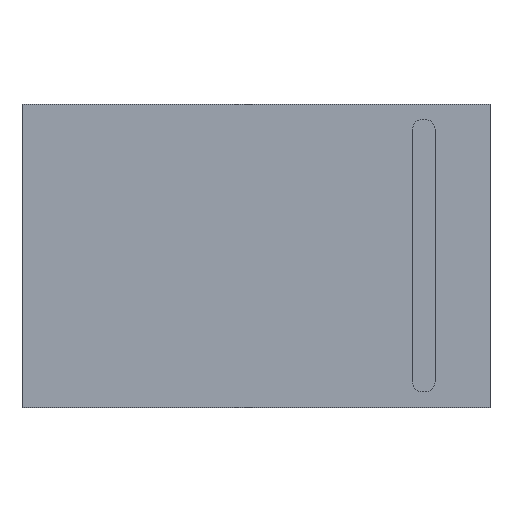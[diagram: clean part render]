
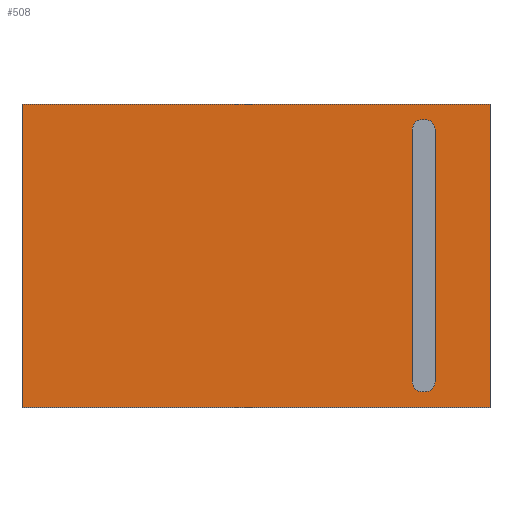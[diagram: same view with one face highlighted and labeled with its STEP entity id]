
A CAD part, top view. The second image highlights one B-rep face of the part: STEP entity #508.
In plain terms, the highlighted planar face has unit normal (0, 0, 1).
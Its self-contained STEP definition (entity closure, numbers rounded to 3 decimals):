
#379 = VERTEX_POINT('',#380);
#380 = CARTESIAN_POINT('',(-7.1,4.85,5.));
#386 = EDGE_CURVE('',#379,#387,#389,.T.);
#387 = VERTEX_POINT('',#388);
#388 = CARTESIAN_POINT('',(7.1,4.85,5.));
#389 = LINE('',#390,#391);
#390 = CARTESIAN_POINT('',(-7.1,4.85,5.));
#391 = VECTOR('',#392,1.);
#392 = DIRECTION('',(1.,0.,0.));
#417 = EDGE_CURVE('',#387,#418,#420,.T.);
#418 = VERTEX_POINT('',#419);
#419 = CARTESIAN_POINT('',(7.1,-4.35,5.));
#420 = LINE('',#421,#422);
#421 = CARTESIAN_POINT('',(7.1,4.85,5.));
#422 = VECTOR('',#423,1.);
#423 = DIRECTION('',(0.,-1.,0.));
#448 = EDGE_CURVE('',#418,#449,#451,.T.);
#449 = VERTEX_POINT('',#450);
#450 = CARTESIAN_POINT('',(-7.1,-4.35,5.));
#451 = LINE('',#452,#453);
#452 = CARTESIAN_POINT('',(7.1,-4.35,5.));
#453 = VECTOR('',#454,1.);
#454 = DIRECTION('',(-1.,0.,0.));
#479 = EDGE_CURVE('',#449,#379,#480,.T.);
#480 = LINE('',#481,#482);
#481 = CARTESIAN_POINT('',(-7.1,-4.35,5.));
#482 = VECTOR('',#483,1.);
#483 = DIRECTION('',(0.,1.,0.));
#508 = ADVANCED_FACE('',(#509),#515,.T.);
#509 = FACE_BOUND('',#510,.F.);
#510 = EDGE_LOOP('',(#511,#512,#513,#514));
#511 = ORIENTED_EDGE('',*,*,#386,.T.);
#512 = ORIENTED_EDGE('',*,*,#417,.T.);
#513 = ORIENTED_EDGE('',*,*,#448,.T.);
#514 = ORIENTED_EDGE('',*,*,#479,.T.);
#515 = PLANE('',#516);
#516 = AXIS2_PLACEMENT_3D('',#517,#518,#519);
#517 = CARTESIAN_POINT('',(-7.1,4.85,5.));
#518 = DIRECTION('',(0.,0.,1.));
#519 = DIRECTION('',(1.,0.,0.));
